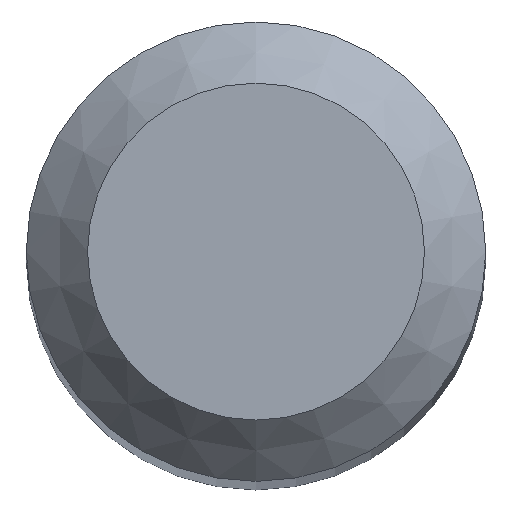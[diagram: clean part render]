
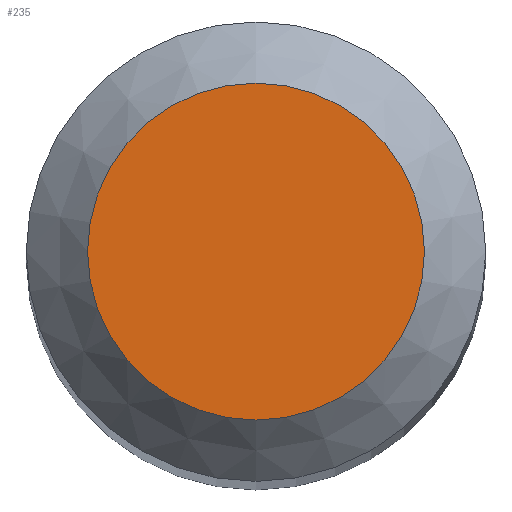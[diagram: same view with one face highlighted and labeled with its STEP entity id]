
A CAD part, top view. The second image highlights one B-rep face of the part: STEP entity #235.
In plain terms, the highlighted planar face has unit normal (0, 0, 1).
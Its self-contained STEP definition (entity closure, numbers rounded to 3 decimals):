
#24 = PLANE ( 'NONE',  #233 ) ;
#43 = DIRECTION ( 'NONE',  ( 0., 0., -1. ) ) ;
#58 = VERTEX_POINT ( 'NONE', #197 ) ;
#63 = CARTESIAN_POINT ( 'NONE',  ( 0., 0., 43. ) ) ;
#117 = CIRCLE ( 'NONE', #213, 1.1 ) ;
#121 = DIRECTION ( 'NONE',  ( 0., 1., 0. ) ) ;
#144 = FACE_OUTER_BOUND ( 'NONE', #249, .T. ) ;
#174 = EDGE_CURVE ( 'NONE', #58, #58, #117, .T. ) ;
#183 = DIRECTION ( 'NONE',  ( 0., 1., 0. ) ) ;
#193 = ORIENTED_EDGE ( 'NONE', *, *, #174, .F. ) ;
#197 = CARTESIAN_POINT ( 'NONE',  ( 0., 1.1, 43. ) ) ;
#210 = DIRECTION ( 'NONE',  ( 0., 0., -1. ) ) ;
#213 = AXIS2_PLACEMENT_3D ( 'NONE', #63, #210, #183 ) ;
#227 = CARTESIAN_POINT ( 'NONE',  ( 0., 0., 43. ) ) ;
#233 = AXIS2_PLACEMENT_3D ( 'NONE', #227, #43, #121 ) ;
#235 = ADVANCED_FACE ( 'NONE', ( #144 ), #24, .F. ) ;
#249 = EDGE_LOOP ( 'NONE', ( #193 ) ) ;
